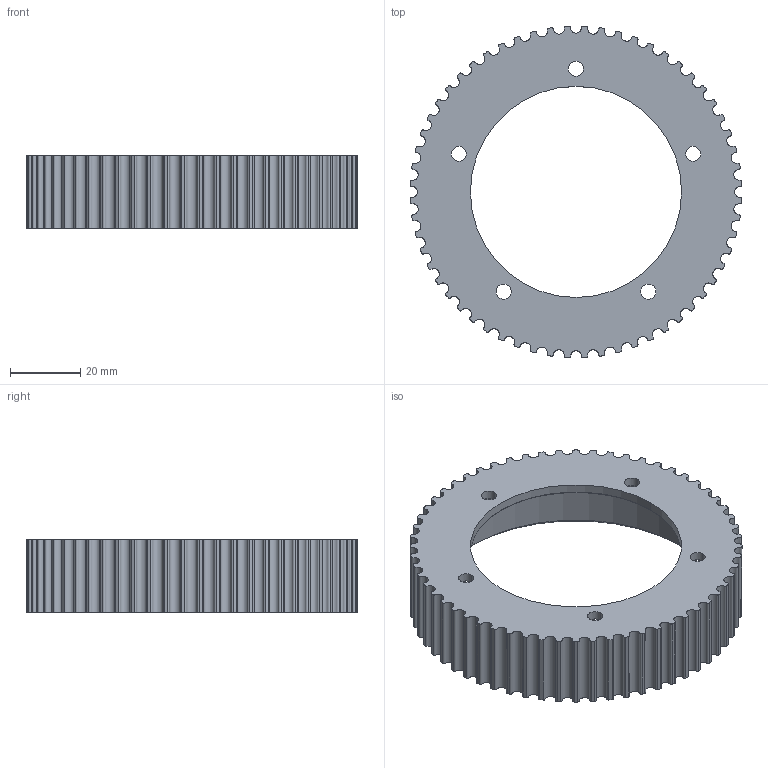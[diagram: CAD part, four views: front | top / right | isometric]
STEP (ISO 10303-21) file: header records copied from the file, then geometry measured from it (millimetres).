
FILE_DESCRIPTION (( 'STEP AP203' ), '1' );
FILE_NAME ('Pulley 60T.STEP', '2021-12-02T15:08:14', ( '' ), ( '' ), 'SwSTEP 2.0', 'SolidWorks 2022', '' );
FILE_SCHEMA (( 'CONFIG_CONTROL_DESIGN' ));
Length unit declared in the file: millimetre
Products named in the file (1): Pulley 60T
Bounding box: 94.26 x 94.26 x 21 mm (x, y, z)
Volume: 36435.8 mm3; surface area: 21911.8 mm2
Topology: 1 solids, 1 shells, 151 faces, 430 edges, 282 vertices
Faces by surface type: cylinder 74, bspline 60, cone 14, plane 3
Entity records: 25335 total; most frequent: CARTESIAN_POINT 21564, ORIENTED_EDGE 860, DIRECTION 656, EDGE_CURVE 430, VERTEX_POINT 282, AXIS2_PLACEMENT_3D 254, EDGE_LOOP 164, CIRCLE 162
